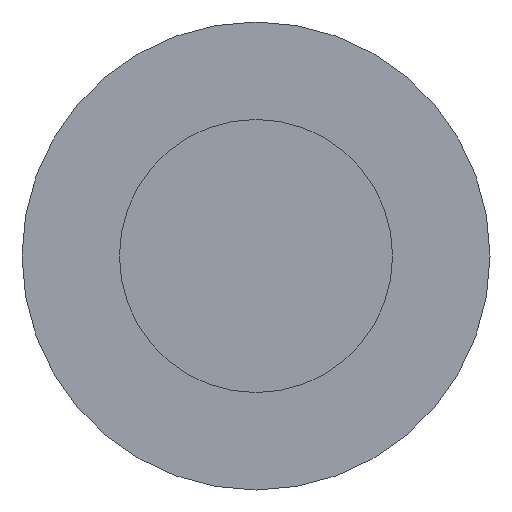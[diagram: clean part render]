
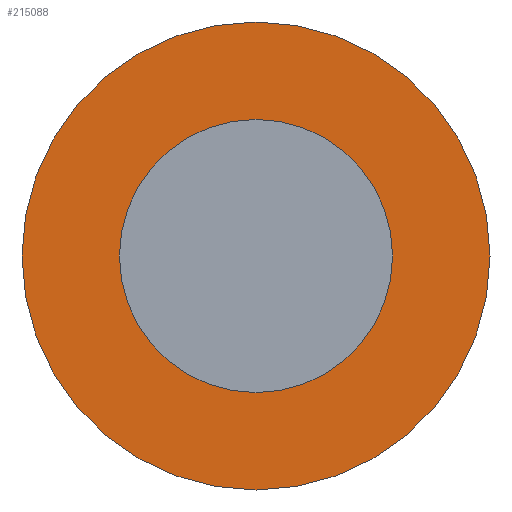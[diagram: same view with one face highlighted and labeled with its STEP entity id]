
A CAD part, front view. The second image highlights one B-rep face of the part: STEP entity #215088.
In plain terms, the highlighted planar face has unit normal (0, -1, 0).
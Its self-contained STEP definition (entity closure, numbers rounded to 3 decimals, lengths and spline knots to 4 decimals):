
#45182=CARTESIAN_POINT('',(0.,-6.6,0.));
#45183=DIRECTION('',(0.,-1.,0.));
#45184=DIRECTION('',(0.,0.,-1.));
#45185=AXIS2_PLACEMENT_3D('',#45182,#45183,#45184);
#45191=CARTESIAN_POINT('',(0.,-6.6,0.));
#45192=DIRECTION('',(0.,1.,0.));
#45193=DIRECTION('',(0.,0.,-1.));
#45194=AXIS2_PLACEMENT_3D('',#45191,#45192,#45193);
#45196=CARTESIAN_POINT('',(0.,-6.6,0.));
#45197=DIRECTION('',(0.,-1.,0.));
#45198=DIRECTION('',(0.,0.,-1.));
#45199=AXIS2_PLACEMENT_3D('',#45196,#45197,#45198);
#45201=CARTESIAN_POINT('',(0.,-6.6,0.));
#45202=DIRECTION('',(0.,1.,0.));
#45203=DIRECTION('',(0.,0.,-1.));
#45204=AXIS2_PLACEMENT_3D('',#45201,#45202,#45203);
#45230=CARTESIAN_POINT('',(0.,-6.6,-2.35));
#45232=VERTEX_POINT('',#45230);
#45240=CARTESIAN_POINT('',(0.,-6.6,2.35));
#45242=VERTEX_POINT('',#45240);
#46307=CARTESIAN_POINT('',(0.,-6.6,-4.025));
#46309=VERTEX_POINT('',#46307);
#46311=CARTESIAN_POINT('',(0.,-6.6,4.025));
#46313=VERTEX_POINT('',#46311);
#215073=CARTESIAN_POINT('',(0.,-6.6,0.));
#215074=DIRECTION('',(0.,1.,0.));
#215075=DIRECTION('',(0.,0.,-1.));
#215076=AXIS2_PLACEMENT_3D('',#215073,#215074,#215075);
#215077=PLANE('',#215076);
#215078=ORIENTED_EDGE('',*,*,#215052,.F.);
#215079=ORIENTED_EDGE('',*,*,#215068,.T.);
#215080=EDGE_LOOP('',(#215078,#215079));
#215081=FACE_OUTER_BOUND('',#215080,.F.);
#215083=ORIENTED_EDGE('',*,*,#215082,.T.);
#215085=ORIENTED_EDGE('',*,*,#215084,.F.);
#215086=EDGE_LOOP('',(#215083,#215085));
#215087=FACE_BOUND('',#215086,.F.);
#45186=CIRCLE('',#45185,4.025);
#45195=CIRCLE('',#45194,4.025);
#45200=CIRCLE('',#45199,2.35);
#45205=CIRCLE('',#45204,2.35);
#215052=EDGE_CURVE('',#46309,#46313,#45186,.T.);
#215068=EDGE_CURVE('',#46309,#46313,#45195,.T.);
#215082=EDGE_CURVE('',#45232,#45242,#45200,.T.);
#215084=EDGE_CURVE('',#45232,#45242,#45205,.T.);
#215088=ADVANCED_FACE('',(#215081,#215087),#215077,.F.);
